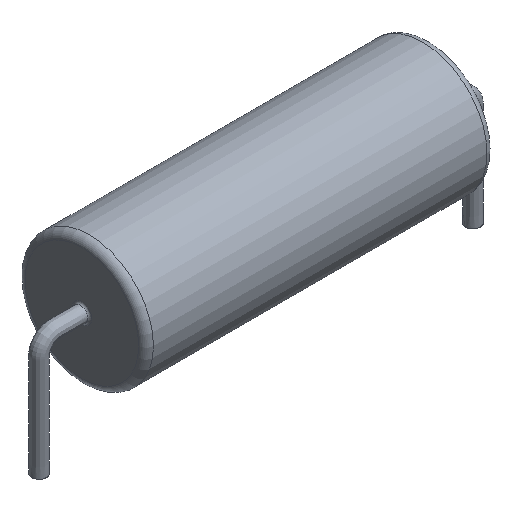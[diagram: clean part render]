
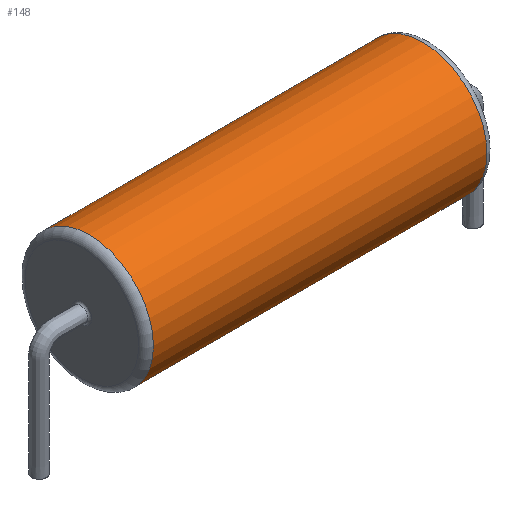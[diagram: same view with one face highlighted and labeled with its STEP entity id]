
A CAD part, isometric view. The second image highlights one B-rep face of the part: STEP entity #148.
In plain terms, the highlighted cylindrical face has radius 4.35 mm (diameter 8.7 mm), a full revolution.
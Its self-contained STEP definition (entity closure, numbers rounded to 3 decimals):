
#34=CYLINDRICAL_SURFACE($,#172,4.35);
#36=FACE_BOUND($,#60,.T.);
#43=FACE_OUTER_BOUND($,#59,.T.);
#59=EDGE_LOOP($,(#117));
#60=EDGE_LOOP($,(#118));
#79=CIRCLE($,#170,4.35);
#81=CIRCLE($,#173,4.35);
#89=VERTEX_POINT($,#242);
#91=VERTEX_POINT($,#247);
#101=EDGE_CURVE($,#89,#89,#79,.T.);
#103=EDGE_CURVE($,#91,#91,#81,.T.);
#117=ORIENTED_EDGE($,*,*,#103,.F.);
#118=ORIENTED_EDGE($,*,*,#101,.F.);
#148=ADVANCED_FACE($,(#43,#36),#34,.T.);
#170=AXIS2_PLACEMENT_3D($,#243,#196,#197);
#172=AXIS2_PLACEMENT_3D($,#246,#200,#201);
#173=AXIS2_PLACEMENT_3D($,#248,#202,#203);
#196=DIRECTION('center_axis',(-1.,0.,0.));
#197=DIRECTION('ref_axis',(0.,1.,0.));
#200=DIRECTION('center_axis',(1.,0.,0.));
#201=DIRECTION('ref_axis',(0.,1.,0.));
#202=DIRECTION('center_axis',(1.,0.,0.));
#203=DIRECTION('ref_axis',(0.,1.,0.));
#242=CARTESIAN_POINT('',(-11.3,-4.35,4.35));
#243=CARTESIAN_POINT('Origin',(-11.3,0.,4.35));
#246=CARTESIAN_POINT('Origin',(-11.9,0.,4.35));
#247=CARTESIAN_POINT('',(11.3,-4.35,4.35));
#248=CARTESIAN_POINT('Origin',(11.3,0.,4.35));
